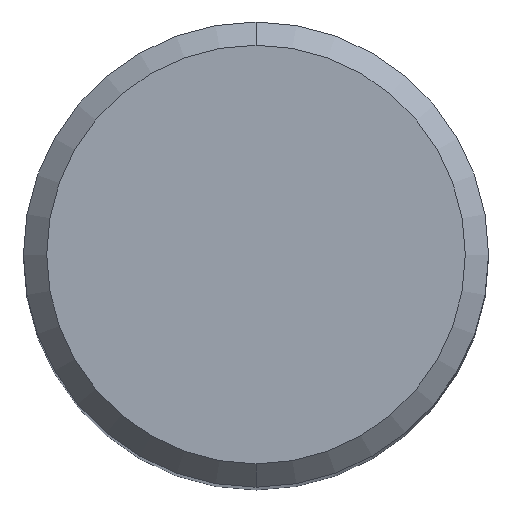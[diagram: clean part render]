
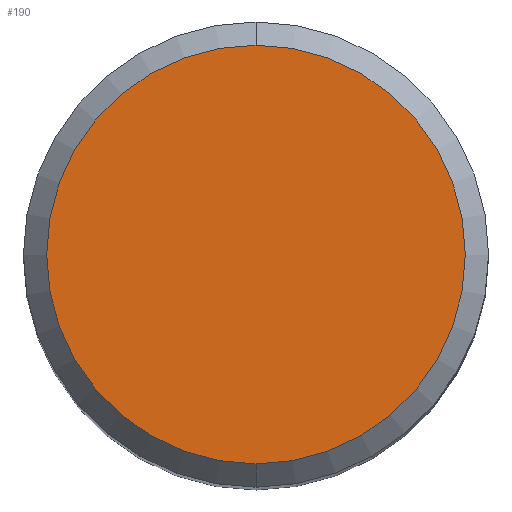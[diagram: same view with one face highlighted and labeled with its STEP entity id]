
A CAD part, top view. The second image highlights one B-rep face of the part: STEP entity #190.
In plain terms, the highlighted planar face has unit normal (0, 0, 1).
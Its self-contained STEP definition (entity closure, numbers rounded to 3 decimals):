
#178=VERTEX_POINT('',#393);
#190=ADVANCED_FACE('',(#405),#406,.T.);
#220=VERTEX_POINT('',#438);
#270=EDGE_CURVE('',#220,#178,#498,.T.);
#308=EDGE_CURVE('',#178,#220,#539,.T.);
#393=CARTESIAN_POINT('',(0.,-9.0,0.0));
#405=FACE_OUTER_BOUND('',#656,.T.);
#406=PLANE('',#657);
#438=CARTESIAN_POINT('',(0.0,9.0,0.0));
#498=CIRCLE('',#773,9.0);
#539=CIRCLE('',#829,9.0);
#656=EDGE_LOOP('',(#940,#941));
#657=AXIS2_PLACEMENT_3D('',#942,#943,#944);
#773=AXIS2_PLACEMENT_3D('',#1063,#1064,#1065);
#829=AXIS2_PLACEMENT_3D('',#1107,#1108,#1109);
#940=ORIENTED_EDGE('',*,*,#270,.F.);
#941=ORIENTED_EDGE('',*,*,#308,.F.);
#942=CARTESIAN_POINT('',(0.0,4.5,0.0));
#943=DIRECTION('',(-0.0,0.0,1.0));
#944=DIRECTION('',(0.0,-1.0,0.0));
#1063=CARTESIAN_POINT('',(0.0,0.0,0.0));
#1064=DIRECTION('',(0.0,0.0,-1.0));
#1065=DIRECTION('',(0.0,1.0,0.0));
#1107=CARTESIAN_POINT('',(0.0,0.0,0.0));
#1108=DIRECTION('',(0.0,0.0,-1.0));
#1109=DIRECTION('',(0.0,1.0,0.0));
